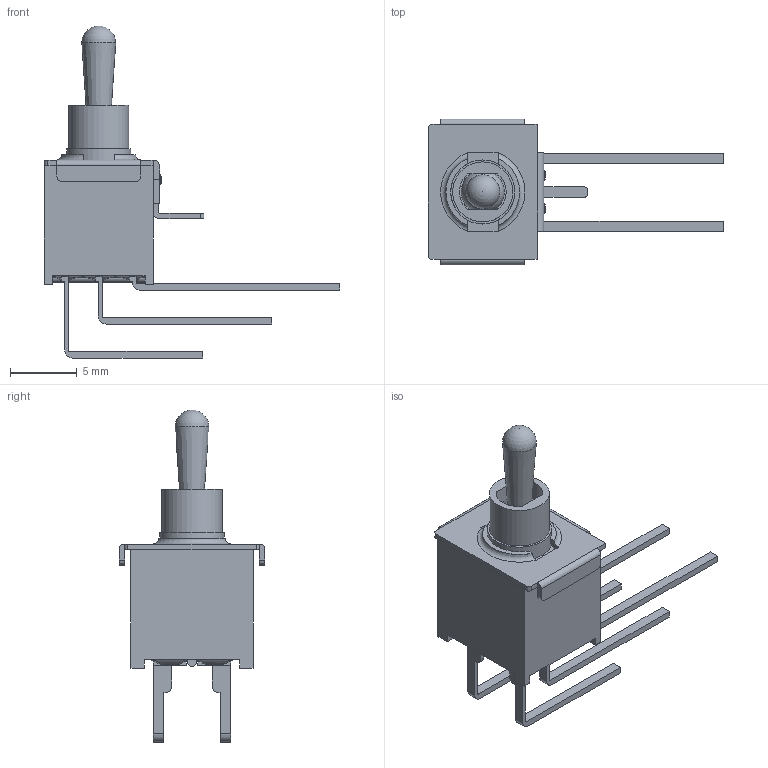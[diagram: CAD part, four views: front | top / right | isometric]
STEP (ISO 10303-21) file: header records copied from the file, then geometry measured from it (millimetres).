
FILE_DESCRIPTION(/* description */ (''),/* implementation_level */ '2;1');
FILE_NAME(/* name */ '200AWMDPxT2A2M7xE.stp',/* time_stamp */ '2026-01-23T00:50:28-06:00',/* author */ ('jmeyers'),/* organization */ (''),/* preprocessor_version */ 'ST-DEVELOPER v18.1',/* originating_system */ 'Autodesk Inventor 2022',/* authorisation */ '');
FILE_SCHEMA (('AUTOMOTIVE_DESIGN { 1 0 10303 214 3 1 1 }'));
Length unit declared in the file: inch
Products named in the file (1): Part31
Bounding box: 22.1 x 10.93 x 24.87 mm (x, y, z)
Volume: 791.7 mm3; surface area: 971.5 mm2
Topology: 1 solids, 1 shells, 226 faces, 650 edges, 430 vertices
Faces by surface type: plane 143, cylinder 54, bspline 18, torus 6, cone 3, sphere 2
Full cylindrical faces by diameter (mm): 4.5 x1, 4.8 x1
Entity records: 8305 total; most frequent: CARTESIAN_POINT 2436, ORIENTED_EDGE 1298, DIRECTION 1106, EDGE_CURVE 649, VERTEX_POINT 430, LINE 418, VECTOR 418, AXIS2_PLACEMENT_3D 344
